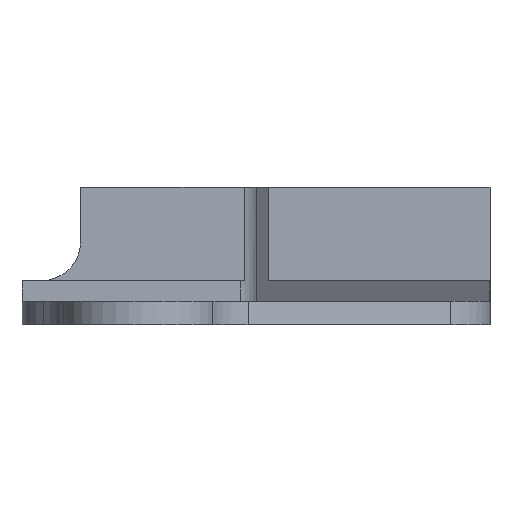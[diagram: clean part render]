
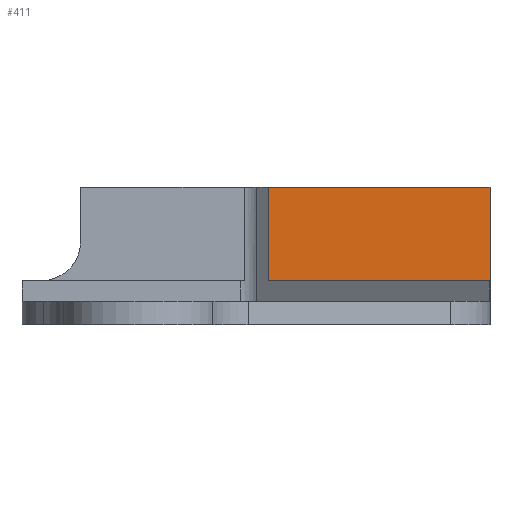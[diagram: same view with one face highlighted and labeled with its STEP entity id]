
A CAD part, left-side view. The second image highlights one B-rep face of the part: STEP entity #411.
In plain terms, the highlighted planar face has unit normal (-1, 0, 0).
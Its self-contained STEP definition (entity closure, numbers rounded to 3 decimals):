
#324=CARTESIAN_POINT('',(170.218,103.492,-10.671));
#325=VERTEX_POINT('',#324);
#332=CARTESIAN_POINT('',(170.218,131.892,-10.671));
#333=VERTEX_POINT('',#332);
#334=CARTESIAN_POINT('',(170.218,103.492,-10.671));
#335=DIRECTION('',(0.0,1.0,0.0));
#336=VECTOR('',#335,28.4);
#337=LINE('',#334,#336);
#338=EDGE_CURVE('',#333,#325,#337,.F.);
#381=CARTESIAN_POINT('',(170.218,98.392,1.329));
#382=DIRECTION('',(-1.0,0.0,0.0));
#383=DIRECTION('',(0.0,0.0,1.0));
#384=AXIS2_PLACEMENT_3D('',#381,#382,#383);
#385=PLANE('',#384);
#386=CARTESIAN_POINT('',(170.218,103.492,1.329));
#387=VERTEX_POINT('',#386);
#388=CARTESIAN_POINT('',(170.218,103.492,-10.671));
#389=DIRECTION('',(0.0,0.0,1.0));
#390=VECTOR('',#389,12.0);
#391=LINE('',#388,#390);
#392=EDGE_CURVE('',#325,#387,#391,.T.);
#393=ORIENTED_EDGE('',*,*,#392,.T.);
#394=CARTESIAN_POINT('',(170.218,131.892,1.329));
#395=VERTEX_POINT('',#394);
#396=CARTESIAN_POINT('',(170.218,103.492,1.329));
#397=DIRECTION('',(0.0,1.0,0.0));
#398=VECTOR('',#397,28.4);
#399=LINE('',#396,#398);
#400=EDGE_CURVE('',#395,#387,#399,.F.);
#401=ORIENTED_EDGE('',*,*,#400,.F.);
#402=CARTESIAN_POINT('',(170.218,131.892,1.329));
#403=DIRECTION('',(0.0,0.0,-1.0));
#404=VECTOR('',#403,12.);
#405=LINE('',#402,#404);
#406=EDGE_CURVE('',#395,#333,#405,.T.);
#407=ORIENTED_EDGE('',*,*,#406,.T.);
#408=ORIENTED_EDGE('',*,*,#338,.T.);
#409=EDGE_LOOP('',(#393,#401,#407,#408));
#410=FACE_OUTER_BOUND('',#409,.T.);
#411=ADVANCED_FACE('',(#410),#385,.T.);
